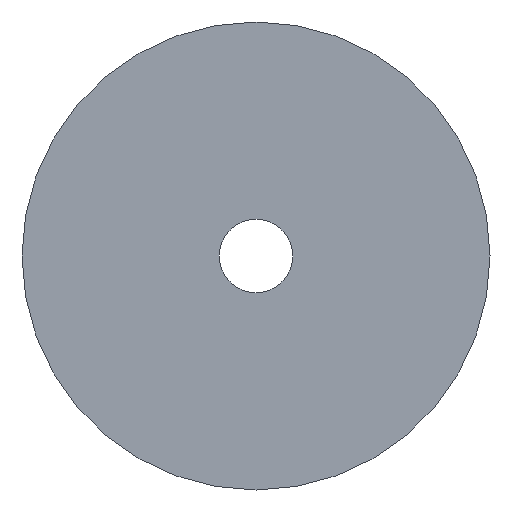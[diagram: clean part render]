
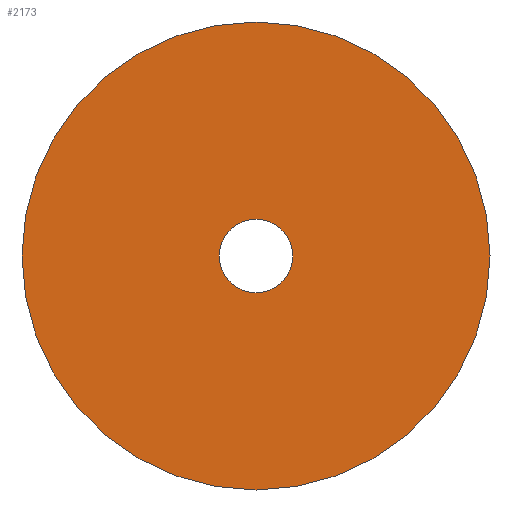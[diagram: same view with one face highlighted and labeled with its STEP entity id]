
A CAD part, front view. The second image highlights one B-rep face of the part: STEP entity #2173.
In plain terms, the highlighted planar face has unit normal (0, -1, 0).
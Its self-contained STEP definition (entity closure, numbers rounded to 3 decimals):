
#2117=CARTESIAN_POINT('',(0.,-5.,-2.2));
#2118=VERTEX_POINT('',#2117);
#2125=CARTESIAN_POINT('',(0.,-5.,0.));
#2126=DIRECTION('',(-0.,1.,-0.));
#2127=DIRECTION('',(0.,0.,-1.));
#2128=AXIS2_PLACEMENT_3D('',#2125,#2126,#2127);
#2129=CIRCLE('',#2128,2.2);
#2130=EDGE_CURVE('',#2118,#2118,#2129,.T.);
#2142=CARTESIAN_POINT('',(0.,-5.,-14.));
#2143=VERTEX_POINT('',#2142);
#2152=CARTESIAN_POINT('',(0.,-5.,0.));
#2153=DIRECTION('',(-0.,1.,-0.));
#2154=DIRECTION('',(0.,0.,-1.));
#2155=AXIS2_PLACEMENT_3D('',#2152,#2153,#2154);
#2156=CIRCLE('',#2155,14.);
#2157=EDGE_CURVE('',#2143,#2143,#2156,.T.);
#2162=CARTESIAN_POINT('',(0.,-5.,0.));
#2163=DIRECTION('',(0.,1.,0.));
#2164=DIRECTION('',(-1.,0.,0.));
#2165=AXIS2_PLACEMENT_3D('',#2162,#2163,#2164);
#2166=PLANE('',#2165);
#2167=ORIENTED_EDGE('',*,*,#2157,.F.);
#2168=EDGE_LOOP('',(#2167));
#2169=FACE_BOUND('',#2168,.T.);
#2170=ORIENTED_EDGE('',*,*,#2130,.T.);
#2171=EDGE_LOOP('',(#2170));
#2172=FACE_BOUND('',#2171,.T.);
#2173=ADVANCED_FACE('',(#2169,#2172),#2166,.F.);
